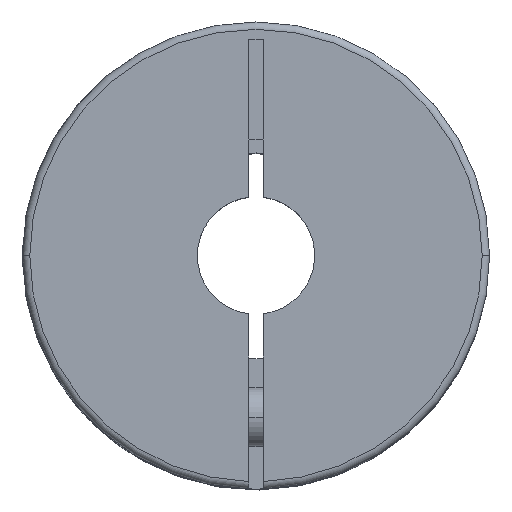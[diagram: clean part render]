
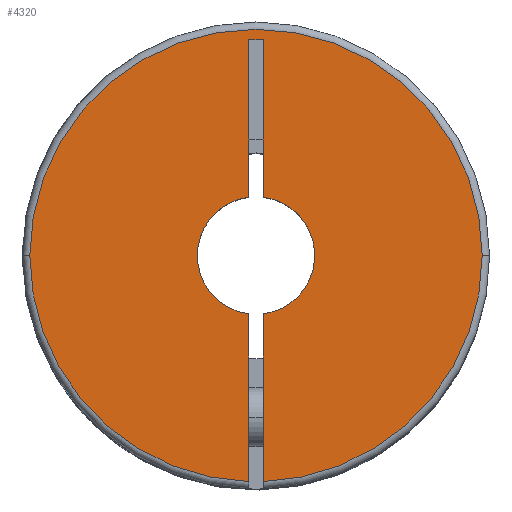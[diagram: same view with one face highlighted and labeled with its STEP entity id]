
A CAD part, top view. The second image highlights one B-rep face of the part: STEP entity #4320.
In plain terms, the highlighted planar face has unit normal (0, 0, 1).
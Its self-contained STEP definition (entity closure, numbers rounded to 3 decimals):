
#9 = EDGE_CURVE ( 'NONE', #244, #3271, #1321, .T. ) ;
#102 = DIRECTION ( 'NONE',  ( 0., 0., -1. ) ) ;
#129 = EDGE_CURVE ( 'NONE', #953, #542, #1010, .T. ) ;
#144 = ORIENTED_EDGE ( 'NONE', *, *, #3538, .F. ) ;
#168 = ORIENTED_EDGE ( 'NONE', *, *, #9, .F. ) ;
#210 = EDGE_CURVE ( 'NONE', #3064, #4081, #3151, .T. ) ;
#244 = VERTEX_POINT ( 'NONE', #737 ) ;
#245 = LINE ( 'NONE', #2319, #2951 ) ;
#264 = EDGE_CURVE ( 'NONE', #1382, #244, #2450, .T. ) ;
#289 = CARTESIAN_POINT ( 'NONE',  ( 0., 0., 0. ) ) ;
#313 = CARTESIAN_POINT ( 'NONE',  ( 0., 0., 0. ) ) ;
#350 = ORIENTED_EDGE ( 'NONE', *, *, #129, .F. ) ;
#401 = AXIS2_PLACEMENT_3D ( 'NONE', #3474, #1120, #2138 ) ;
#458 = FACE_OUTER_BOUND ( 'NONE', #4159, .T. ) ;
#479 = DIRECTION ( 'NONE',  ( 0., -1., 0. ) ) ;
#535 = AXIS2_PLACEMENT_3D ( 'NONE', #1079, #102, #1468 ) ;
#542 = VERTEX_POINT ( 'NONE', #4334 ) ;
#544 = AXIS2_PLACEMENT_3D ( 'NONE', #289, #2999, #1324 ) ;
#609 = VECTOR ( 'NONE', #697, 1000. ) ;
#697 = DIRECTION ( 'NONE',  ( 0., 1., 0. ) ) ;
#699 = DIRECTION ( 'NONE',  ( 0., 1., 0. ) ) ;
#737 = CARTESIAN_POINT ( 'NONE',  ( -15.4, 0., 0. ) ) ;
#828 = LINE ( 'NONE', #3871, #1855 ) ;
#871 = VECTOR ( 'NONE', #699, 1000. ) ;
#892 = CARTESIAN_POINT ( 'NONE',  ( -0.5, -15.392, 0. ) ) ;
#911 = VERTEX_POINT ( 'NONE', #1262 ) ;
#912 = DIRECTION ( 'NONE',  ( -1., 0., 0. ) ) ;
#926 = EDGE_CURVE ( 'NONE', #542, #2781, #245, .T. ) ;
#953 = VERTEX_POINT ( 'NONE', #3337 ) ;
#958 = EDGE_CURVE ( 'NONE', #911, #3064, #2384, .T. ) ;
#995 = EDGE_CURVE ( 'NONE', #953, #2637, #3087, .T. ) ;
#1010 = LINE ( 'NONE', #2646, #609 ) ;
#1079 = CARTESIAN_POINT ( 'NONE',  ( 0., 0., 0. ) ) ;
#1120 = DIRECTION ( 'NONE',  ( 0., 0., -1. ) ) ;
#1204 = CARTESIAN_POINT ( 'NONE',  ( 0., 0., 0. ) ) ;
#1262 = CARTESIAN_POINT ( 'NONE',  ( -0.5, -3.969, 0. ) ) ;
#1306 = CARTESIAN_POINT ( 'NONE',  ( -0.5, 14.7, 0. ) ) ;
#1321 = CIRCLE ( 'NONE', #2795, 15.4 ) ;
#1324 = DIRECTION ( 'NONE',  ( -1., 0., 0. ) ) ;
#1344 = DIRECTION ( 'NONE',  ( -1., 0., 0. ) ) ;
#1368 = CARTESIAN_POINT ( 'NONE',  ( 15.4, 0., 0. ) ) ;
#1382 = VERTEX_POINT ( 'NONE', #892 ) ;
#1468 = DIRECTION ( 'NONE',  ( -1., 0., 0. ) ) ;
#1582 = EDGE_CURVE ( 'NONE', #911, #1382, #828, .T. ) ;
#1686 = DIRECTION ( 'NONE',  ( 0., 0., -1. ) ) ;
#1820 = ORIENTED_EDGE ( 'NONE', *, *, #1582, .F. ) ;
#1855 = VECTOR ( 'NONE', #4278, 1000. ) ;
#1922 = ORIENTED_EDGE ( 'NONE', *, *, #995, .T. ) ;
#1924 = EDGE_CURVE ( 'NONE', #2675, #2637, #3761, .T. ) ;
#2138 = DIRECTION ( 'NONE',  ( -1., 0., 0. ) ) ;
#2300 = DIRECTION ( 'NONE',  ( -1., 0., 0. ) ) ;
#2319 = CARTESIAN_POINT ( 'NONE',  ( 0.5, 14.7, 0. ) ) ;
#2333 = ORIENTED_EDGE ( 'NONE', *, *, #1924, .F. ) ;
#2375 = EDGE_CURVE ( 'NONE', #2781, #4081, #3339, .T. ) ;
#2384 = CIRCLE ( 'NONE', #544, 4. ) ;
#2450 = CIRCLE ( 'NONE', #535, 15.4 ) ;
#2475 = CARTESIAN_POINT ( 'NONE',  ( 0., 0., 0. ) ) ;
#2528 = DIRECTION ( 'NONE',  ( 0., 0., -1. ) ) ;
#2620 = CARTESIAN_POINT ( 'NONE',  ( -0.5, 3.969, 0. ) ) ;
#2637 = VERTEX_POINT ( 'NONE', #3079 ) ;
#2646 = CARTESIAN_POINT ( 'NONE',  ( 0.5, -15.9, 0. ) ) ;
#2675 = VERTEX_POINT ( 'NONE', #3043 ) ;
#2775 = ORIENTED_EDGE ( 'NONE', *, *, #2375, .F. ) ;
#2781 = VERTEX_POINT ( 'NONE', #3865 ) ;
#2795 = AXIS2_PLACEMENT_3D ( 'NONE', #3319, #2981, #4318 ) ;
#2951 = VECTOR ( 'NONE', #2300, 1000. ) ;
#2981 = DIRECTION ( 'NONE',  ( 0., 0., -1. ) ) ;
#2999 = DIRECTION ( 'NONE',  ( 0., 0., -1. ) ) ;
#3043 = CARTESIAN_POINT ( 'NONE',  ( 0.5, -15.392, 0. ) ) ;
#3064 = VERTEX_POINT ( 'NONE', #4108 ) ;
#3079 = CARTESIAN_POINT ( 'NONE',  ( 0.5, -3.969, 0. ) ) ;
#3087 = CIRCLE ( 'NONE', #4210, 4. ) ;
#3151 = CIRCLE ( 'NONE', #401, 4. ) ;
#3217 = CIRCLE ( 'NONE', #4059, 15.4 ) ;
#3248 = ORIENTED_EDGE ( 'NONE', *, *, #210, .T. ) ;
#3250 = AXIS2_PLACEMENT_3D ( 'NONE', #2475, #3528, #479 ) ;
#3271 = VERTEX_POINT ( 'NONE', #1368 ) ;
#3319 = CARTESIAN_POINT ( 'NONE',  ( 0., 0., 0. ) ) ;
#3337 = CARTESIAN_POINT ( 'NONE',  ( 0.5, 3.969, 0. ) ) ;
#3339 = LINE ( 'NONE', #1306, #3366 ) ;
#3366 = VECTOR ( 'NONE', #3990, 1000. ) ;
#3474 = CARTESIAN_POINT ( 'NONE',  ( 0., 0., 0. ) ) ;
#3486 = ORIENTED_EDGE ( 'NONE', *, *, #958, .T. ) ;
#3528 = DIRECTION ( 'NONE',  ( 0., 0., -1. ) ) ;
#3538 = EDGE_CURVE ( 'NONE', #3271, #2675, #3217, .T. ) ;
#3761 = LINE ( 'NONE', #4053, #871 ) ;
#3865 = CARTESIAN_POINT ( 'NONE',  ( -0.5, 14.7, 0. ) ) ;
#3871 = CARTESIAN_POINT ( 'NONE',  ( -0.5, 14.7, 0. ) ) ;
#3880 = PLANE ( 'NONE',  #3250 ) ;
#3897 = ORIENTED_EDGE ( 'NONE', *, *, #926, .F. ) ;
#3990 = DIRECTION ( 'NONE',  ( 0., -1., 0. ) ) ;
#4053 = CARTESIAN_POINT ( 'NONE',  ( 0.5, -15.9, 0. ) ) ;
#4059 = AXIS2_PLACEMENT_3D ( 'NONE', #1204, #2528, #912 ) ;
#4081 = VERTEX_POINT ( 'NONE', #2620 ) ;
#4086 = ORIENTED_EDGE ( 'NONE', *, *, #264, .F. ) ;
#4108 = CARTESIAN_POINT ( 'NONE',  ( -4., 0., 0. ) ) ;
#4159 = EDGE_LOOP ( 'NONE', ( #4086, #1820, #3486, #3248, #2775, #3897, #350, #1922, #2333, #144, #168 ) ) ;
#4210 = AXIS2_PLACEMENT_3D ( 'NONE', #313, #1686, #1344 ) ;
#4278 = DIRECTION ( 'NONE',  ( 0., -1., 0. ) ) ;
#4318 = DIRECTION ( 'NONE',  ( -1., 0., 0. ) ) ;
#4320 = ADVANCED_FACE ( 'NONE', ( #458 ), #3880, .F. ) ;
#4334 = CARTESIAN_POINT ( 'NONE',  ( 0.5, 14.7, 0. ) ) ;
